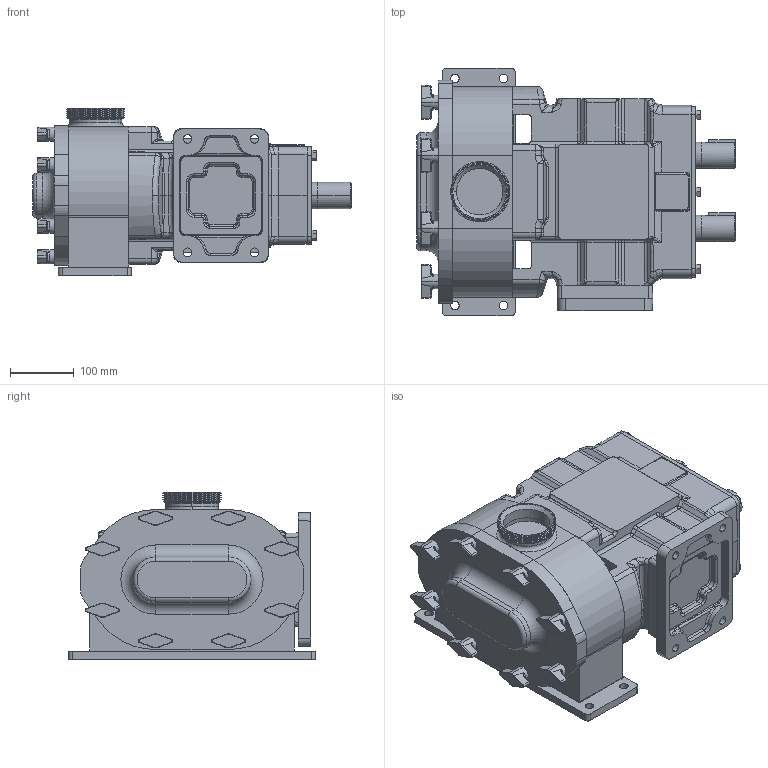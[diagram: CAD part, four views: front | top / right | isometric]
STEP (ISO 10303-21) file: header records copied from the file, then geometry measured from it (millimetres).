
FILE_DESCRIPTION (( 'STEP AP214' ), '1' );
FILE_NAME ('TRA10-1340-016.STEP', '2024-05-17T21:53:22', ( '' ), ( '' ), 'SwSTEP 2.0', 'SolidWorks 2023', '' );
FILE_SCHEMA (( 'AUTOMOTIVE_DESIGN' ));
Length unit declared in the file: inch
Products named in the file (5): TRA10-1340-BODY; TRA10-0600-GEARBOX-H; TRA10-1340-016; 1300IMDA30; TRA10-0600-COVER-STD
Assembly tree (4 placements, depth 2):
  TRA10-1340-016
    TRA10-0600-GEARBOX-H
    TRA10-1340-BODY
    TRA10-0600-COVER-STD
    1300IMDA30
Bounding box: 499.26 x 387.35 x 261.94 mm (x, y, z)
Volume: 21853221.6 mm3; surface area: 943865.2 mm2
Topology: 4 solids, 4 shells, 1119 faces, 2721 edges, 1614 vertices
Faces by surface type: cylinder 413, plane 302, bspline 206, torus 100, cone 82, sphere 16
Entity records: 40787 total; most frequent: CARTESIAN_POINT 16635, ORIENTED_EDGE 5386, DIRECTION 4703, EDGE_CURVE 2693, AXIS2_PLACEMENT_3D 1810, VERTEX_POINT 1614, EDGE_LOOP 1169, FACE_OUTER_BOUND 1119
